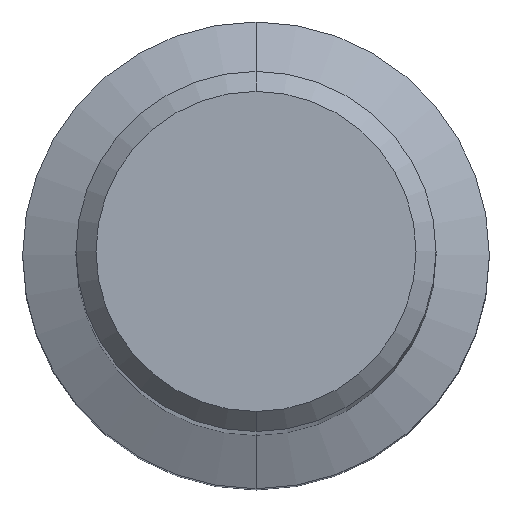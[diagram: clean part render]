
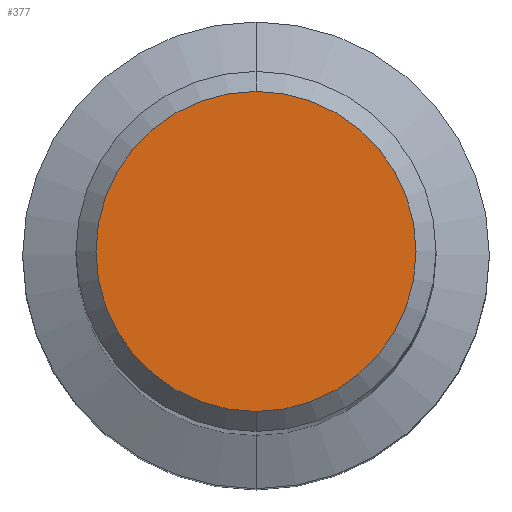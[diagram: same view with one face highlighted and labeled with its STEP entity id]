
A CAD part, top view. The second image highlights one B-rep face of the part: STEP entity #377.
In plain terms, the highlighted planar face has unit normal (0, 0, 1).
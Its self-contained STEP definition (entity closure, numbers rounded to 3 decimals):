
#275=EDGE_CURVE('',#465,#411,#634,.T.);
#377=ADVANCED_FACE('',(#745),#746,.T.);
#411=VERTEX_POINT('',#784);
#417=EDGE_CURVE('',#411,#465,#790,.T.);
#465=VERTEX_POINT('',#846);
#634=CIRCLE('',#1124,4.8);
#745=FACE_OUTER_BOUND('',#1300,.T.);
#746=PLANE('',#1301);
#784=CARTESIAN_POINT('',(0.,-4.8,0.0));
#790=CIRCLE('',#1411,4.8);
#846=CARTESIAN_POINT('',(0.0,4.8,0.0));
#1124=AXIS2_PLACEMENT_3D('',#1744,#1745,#1746);
#1300=EDGE_LOOP('',(#1878,#1879));
#1301=AXIS2_PLACEMENT_3D('',#1880,#1881,#1882);
#1411=AXIS2_PLACEMENT_3D('',#1926,#1927,#1928);
#1744=CARTESIAN_POINT('',(0.0,0.0,0.0));
#1745=DIRECTION('',(0.0,0.0,-1.0));
#1746=DIRECTION('',(0.0,1.0,0.0));
#1878=ORIENTED_EDGE('',*,*,#275,.F.);
#1879=ORIENTED_EDGE('',*,*,#417,.F.);
#1880=CARTESIAN_POINT('',(0.0,2.4,0.0));
#1881=DIRECTION('',(-0.0,0.0,1.0));
#1882=DIRECTION('',(0.0,-1.0,0.0));
#1926=CARTESIAN_POINT('',(0.0,0.0,0.0));
#1927=DIRECTION('',(0.0,0.0,-1.0));
#1928=DIRECTION('',(0.0,1.0,0.0));
